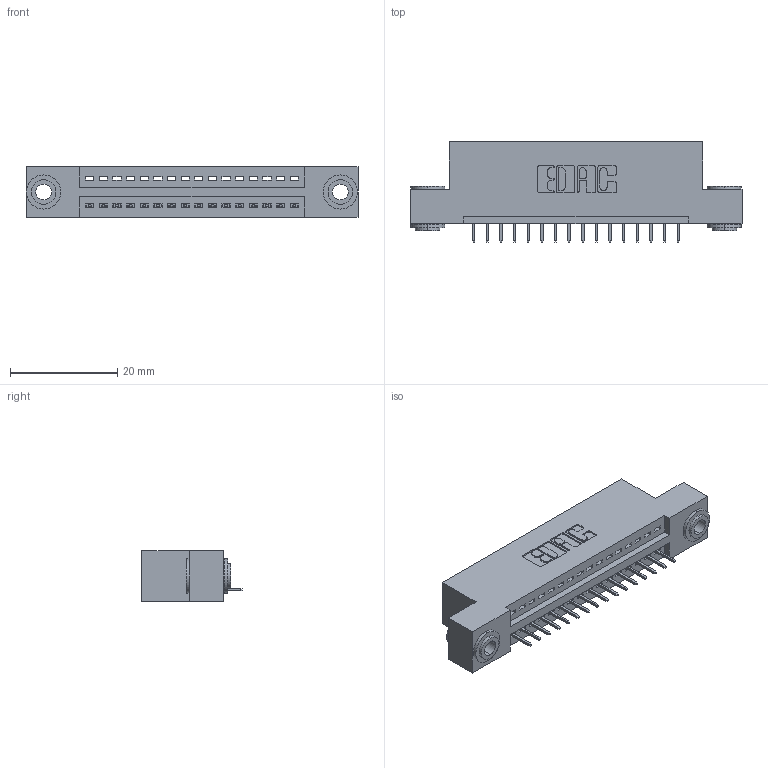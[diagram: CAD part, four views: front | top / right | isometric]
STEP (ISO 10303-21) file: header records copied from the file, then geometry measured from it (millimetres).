
FILE_DESCRIPTION (( 'STEP AP203' ), '1' );
FILE_NAME ('895-016-525-103.STEP', '2020-09-25T04:47:12', ( '' ), ( '' ), 'SwSTEP 2.0', 'SolidWorks 2020', '' );
FILE_SCHEMA (( 'CONFIG_CONTROL_DESIGN' ));
Length unit declared in the file: inch
Products named in the file (4): 845 Part_Flush Mounting Lugs - 0.156 Dia-TH; 345-292-001_345-293-125; 345-250-002_345-250-002-102; 895-016-525-103
Assembly tree (19 placements, depth 2):
  895-016-525-103
    845 Part_Flush Mounting Lugs - 0.156 Dia-TH
    345-292-001_345-293-125  x16
    345-250-002_345-250-002-102  x2
Bounding box: 61.85 x 18.72 x 9.4 mm (x, y, z)
Volume: 5615.6 mm3; surface area: 7105.8 mm2
Topology: 19 solids, 19 shells, 1156 faces, 3297 edges, 2130 vertices
Faces by surface type: plane 826, cylinder 322, cone 8
Entity records: 16266 total; most frequent: CARTESIAN_POINT 2795, ORIENTED_EDGE 2738, DIRECTION 2511, EDGE_CURVE 1369, VECTOR 1153, LINE 1153, VERTEX_POINT 906, AXIS2_PLACEMENT_3D 679
